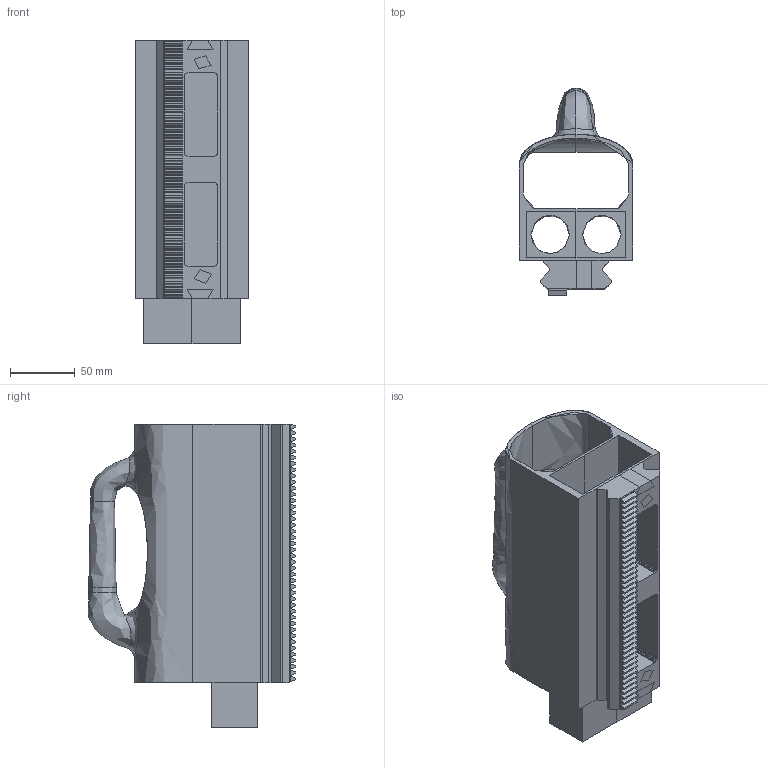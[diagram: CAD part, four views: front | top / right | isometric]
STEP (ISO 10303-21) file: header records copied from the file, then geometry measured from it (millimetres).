
FILE_DESCRIPTION(/* description */ (''),/* implementation_level */ '2;1');
FILE_NAME(/* name */ 'O_422D~1',/* time_stamp */ '2025-12-25T23:47:41+08:00',/* author */ (''),/* organization */ (''),/* preprocessor_version */ 'ST-DEVELOPER v16.5',/* originating_system */ '',/* authorisation */ '');
FILE_SCHEMA (('CONFIG_CONTROL_DESIGN'));
Length unit declared in the file: millimetre
Products named in the file (1): Document
Bounding box: 88.08 x 160.56 x 234.95 mm (x, y, z)
Volume: 755199.3 mm3; surface area: 209857.7 mm2
Topology: 1 solids, 1 shells, 341 faces, 974 edges, 637 vertices
Faces by surface type: plane 297, bspline 32, cylinder 12
Entity records: 32984 total; most frequent: CARTESIAN_POINT 26496, ORIENTED_EDGE 1944, EDGE_CURVE 972, B_SPLINE_CURVE_WITH_KNOTS 871, VERTEX_POINT 633, EDGE_LOOP 349, ADVANCED_FACE 341, FACE_OUTER_BOUND 341
